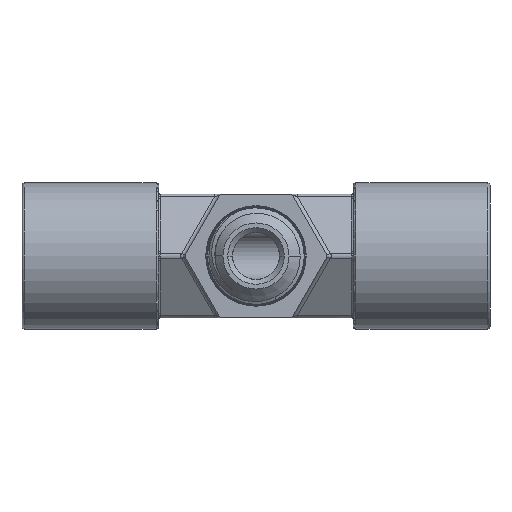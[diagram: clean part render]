
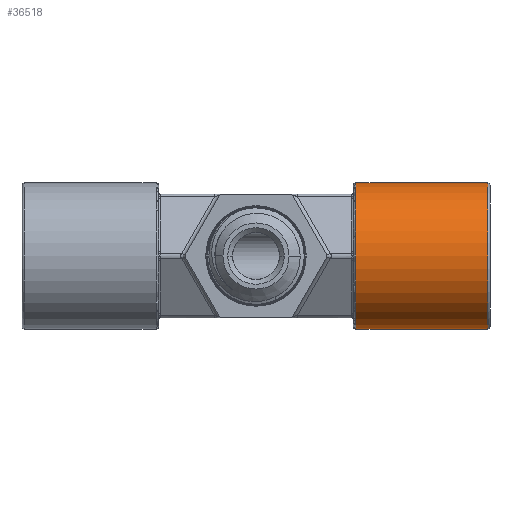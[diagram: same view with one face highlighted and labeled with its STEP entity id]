
A CAD part, front view. The second image highlights one B-rep face of the part: STEP entity #36518.
In plain terms, the highlighted cylindrical face has radius 7.5 mm (diameter 15 mm), a partial arc.
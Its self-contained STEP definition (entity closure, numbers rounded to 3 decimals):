
#1304=CARTESIAN_POINT('',(10.25,0.,0.));
#1305=DIRECTION('',(1.,0.,0.));
#1306=DIRECTION('',(0.,0.,1.));
#1307=AXIS2_PLACEMENT_3D('',#1304,#1305,#1306);
#21296=DIRECTION('',(1.,0.,0.));
#21297=VECTOR('',#21296,13.5);
#21298=CARTESIAN_POINT('',(10.25,0.,-7.5));
#21299=LINE('',#21298,#21297);
#21327=DIRECTION('',(1.,0.,0.));
#21328=VECTOR('',#21327,13.5);
#21329=CARTESIAN_POINT('',(10.25,0.,7.5));
#21330=LINE('',#21329,#21328);
#21334=CARTESIAN_POINT('',(23.75,0.,0.));
#21335=DIRECTION('',(1.,0.,0.));
#21336=DIRECTION('',(0.,0.,1.));
#21337=AXIS2_PLACEMENT_3D('',#21334,#21335,#21336);
#22725=CARTESIAN_POINT('',(10.25,0.,7.5));
#22726=VERTEX_POINT('',#22725);
#22731=CARTESIAN_POINT('',(23.75,0.,7.5));
#22732=CARTESIAN_POINT('',(23.75,0.,-7.5));
#22733=VERTEX_POINT('',#22731);
#22734=VERTEX_POINT('',#22732);
#22735=CARTESIAN_POINT('',(10.25,0.,-7.5));
#22736=VERTEX_POINT('',#22735);
#36507=CARTESIAN_POINT('',(10.,0.,0.));
#36508=DIRECTION('',(1.,0.,0.));
#36509=DIRECTION('',(0.,0.,-1.));
#36510=AXIS2_PLACEMENT_3D('',#36507,#36508,#36509);
#36511=CYLINDRICAL_SURFACE('',#36510,7.5);
#36512=ORIENTED_EDGE('',*,*,#24728,.F.);
#36513=ORIENTED_EDGE('',*,*,#36500,.T.);
#36514=ORIENTED_EDGE('',*,*,#36471,.T.);
#36515=ORIENTED_EDGE('',*,*,#36497,.F.);
#36516=EDGE_LOOP('',(#36512,#36513,#36514,#36515));
#36517=FACE_OUTER_BOUND('',#36516,.F.);
#1308=CIRCLE('',#1307,7.5);
#21338=CIRCLE('',#21337,7.5);
#24728=EDGE_CURVE('',#22726,#22736,#1308,.T.);
#36471=EDGE_CURVE('',#22733,#22734,#21338,.T.);
#36497=EDGE_CURVE('',#22736,#22734,#21299,.T.);
#36500=EDGE_CURVE('',#22726,#22733,#21330,.T.);
#36518=ADVANCED_FACE('',(#36517),#36511,.T.);
